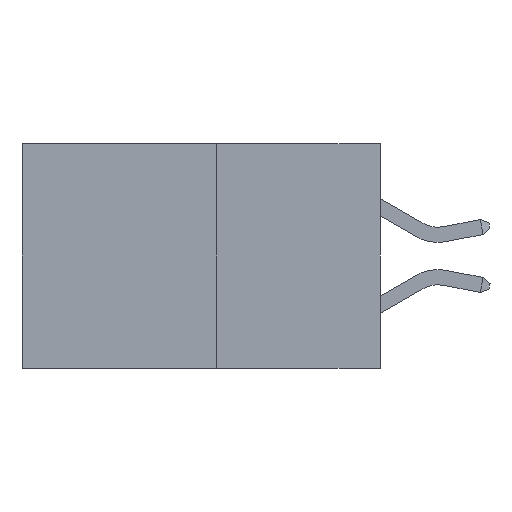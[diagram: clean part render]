
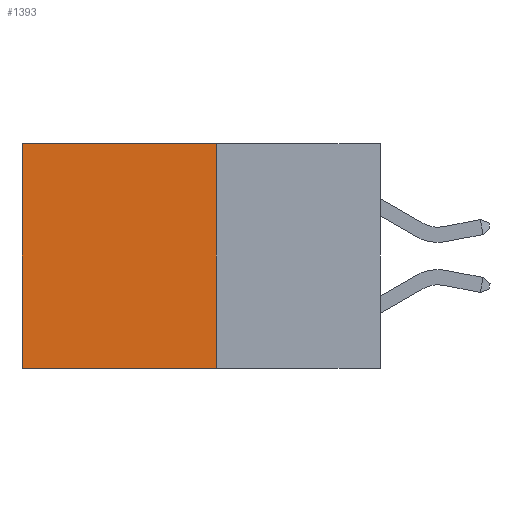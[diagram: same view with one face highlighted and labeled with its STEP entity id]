
A CAD part, left-side view. The second image highlights one B-rep face of the part: STEP entity #1393.
In plain terms, the highlighted planar face has unit normal (-1, 0, 0).
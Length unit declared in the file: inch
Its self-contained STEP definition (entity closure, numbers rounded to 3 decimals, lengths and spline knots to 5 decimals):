
#1393 = ADVANCED_FACE ( 'NONE', ( #6674 ), #4234, .F. ) ;
#1831 = LINE ( 'NONE', #4729, #5693 ) ;
#1866 = LINE ( 'NONE', #4056, #5984 ) ;
#2243 = DIRECTION ( 'NONE',  ( 0., 1., 0. ) ) ;
#2257 = VERTEX_POINT ( 'NONE', #4238 ) ;
#3021 = VECTOR ( 'NONE', #8383, 39.37008 ) ;
#4021 = CARTESIAN_POINT ( 'NONE',  ( 0.277, 0.27, 0. ) ) ;
#4056 = CARTESIAN_POINT ( 'NONE',  ( 0.277, 0.59, -0.37 ) ) ;
#4234 = PLANE ( 'NONE',  #8939 ) ;
#4238 = CARTESIAN_POINT ( 'NONE',  ( 0.277, 0.59, -0.37 ) ) ;
#4717 = CARTESIAN_POINT ( 'NONE',  ( 0.277, 0.27, -0.37 ) ) ;
#4729 = CARTESIAN_POINT ( 'NONE',  ( 0.277, 0.27, 0. ) ) ;
#4877 = DIRECTION ( 'NONE',  ( 0., 0., -1. ) ) ;
#5034 = DIRECTION ( 'NONE',  ( 0., 0., -1. ) ) ;
#5110 = ORIENTED_EDGE ( 'NONE', *, *, #10136, .T. ) ;
#5132 = ORIENTED_EDGE ( 'NONE', *, *, #7987, .F. ) ;
#5153 = ORIENTED_EDGE ( 'NONE', *, *, #6245, .F. ) ;
#5186 = ORIENTED_EDGE ( 'NONE', *, *, #7413, .T. ) ;
#5191 = DIRECTION ( 'NONE',  ( 1., 0., 0. ) ) ;
#5217 = DIRECTION ( 'NONE',  ( 0., 0., -1. ) ) ;
#5693 = VECTOR ( 'NONE', #2243, 39.37008 ) ;
#5984 = VECTOR ( 'NONE', #4877, 39.37008 ) ;
#6120 = VERTEX_POINT ( 'NONE', #6511 ) ;
#6245 = EDGE_CURVE ( 'NONE', #10112, #6120, #9633, .T. ) ;
#6511 = CARTESIAN_POINT ( 'NONE',  ( 0.277, 0.27, -0.37 ) ) ;
#6596 = VERTEX_POINT ( 'NONE', #7794 ) ;
#6674 = FACE_OUTER_BOUND ( 'NONE', #7975, .T. ) ;
#7259 = LINE ( 'NONE', #7635, #3021 ) ;
#7333 = CARTESIAN_POINT ( 'NONE',  ( 0.277, 0.27, -0.37 ) ) ;
#7413 = EDGE_CURVE ( 'NONE', #10112, #6596, #1831, .T. ) ;
#7635 = CARTESIAN_POINT ( 'NONE',  ( 0.277, 0.27, -0.37 ) ) ;
#7650 = VECTOR ( 'NONE', #5034, 39.37008 ) ;
#7794 = CARTESIAN_POINT ( 'NONE',  ( 0.277, 0.59, 0. ) ) ;
#7975 = EDGE_LOOP ( 'NONE', ( #5110, #5132, #5153, #5186 ) ) ;
#7987 = EDGE_CURVE ( 'NONE', #6120, #2257, #7259, .T. ) ;
#8383 = DIRECTION ( 'NONE',  ( 0., 1., 0. ) ) ;
#8939 = AXIS2_PLACEMENT_3D ( 'NONE', #4717, #5191, #5217 ) ;
#9633 = LINE ( 'NONE', #7333, #7650 ) ;
#10112 = VERTEX_POINT ( 'NONE', #4021 ) ;
#10136 = EDGE_CURVE ( 'NONE', #6596, #2257, #1866, .T. ) ;
